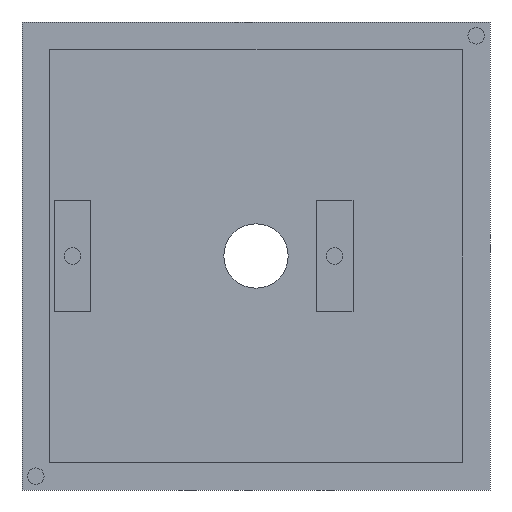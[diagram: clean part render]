
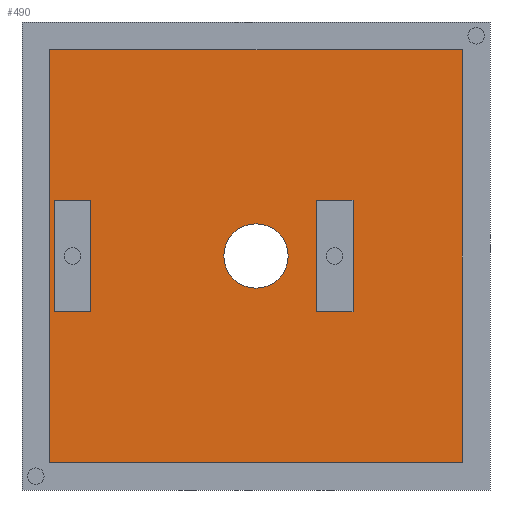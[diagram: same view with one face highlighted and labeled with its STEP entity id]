
A CAD part, front view. The second image highlights one B-rep face of the part: STEP entity #490.
In plain terms, the highlighted planar face has unit normal (0, -1, 0).
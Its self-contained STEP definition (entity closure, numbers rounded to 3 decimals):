
#284 = VERTEX_POINT('',#285);
#285 = CARTESIAN_POINT('',(-22.45,13.275,47.9));
#293 = VERTEX_POINT('',#294);
#294 = CARTESIAN_POINT('',(22.45,13.275,47.9));
#300 = EDGE_CURVE('',#284,#293,#301,.T.);
#301 = LINE('',#302,#303);
#302 = CARTESIAN_POINT('',(-22.45,13.275,47.9));
#303 = VECTOR('',#304,1.);
#304 = DIRECTION('',(1.,0.,0.));
#317 = VERTEX_POINT('',#318);
#318 = CARTESIAN_POINT('',(-22.45,13.275,3.));
#324 = EDGE_CURVE('',#317,#284,#325,.T.);
#325 = LINE('',#326,#327);
#326 = CARTESIAN_POINT('',(-22.45,13.275,0.));
#327 = VECTOR('',#328,1.);
#328 = DIRECTION('',(0.,0.,1.));
#341 = VERTEX_POINT('',#342);
#342 = CARTESIAN_POINT('',(22.45,13.275,3.));
#348 = EDGE_CURVE('',#293,#341,#349,.T.);
#349 = LINE('',#350,#351);
#350 = CARTESIAN_POINT('',(22.45,13.275,50.9));
#351 = VECTOR('',#352,1.);
#352 = DIRECTION('',(0.,0.,-1.));
#364 = EDGE_CURVE('',#341,#317,#365,.T.);
#365 = LINE('',#366,#367);
#366 = CARTESIAN_POINT('',(22.45,13.275,3.));
#367 = VECTOR('',#368,1.);
#368 = DIRECTION('',(-1.,0.,0.));
#490 = ADVANCED_FACE('',(#491,#497,#531,#542),#576,.F.);
#491 = FACE_BOUND('',#492,.F.);
#492 = EDGE_LOOP('',(#493,#494,#495,#496));
#493 = ORIENTED_EDGE('',*,*,#348,.T.);
#494 = ORIENTED_EDGE('',*,*,#364,.T.);
#495 = ORIENTED_EDGE('',*,*,#324,.T.);
#496 = ORIENTED_EDGE('',*,*,#300,.T.);
#497 = FACE_BOUND('',#498,.F.);
#498 = EDGE_LOOP('',(#499,#509,#517,#525));
#499 = ORIENTED_EDGE('',*,*,#500,.T.);
#500 = EDGE_CURVE('',#501,#503,#505,.T.);
#501 = VERTEX_POINT('',#502);
#502 = CARTESIAN_POINT('',(-21.95,13.275,19.4));
#503 = VERTEX_POINT('',#504);
#504 = CARTESIAN_POINT('',(-17.95,13.275,19.4));
#505 = LINE('',#506,#507);
#506 = CARTESIAN_POINT('',(-21.95,13.275,19.4));
#507 = VECTOR('',#508,1.);
#508 = DIRECTION('',(1.,0.,0.));
#509 = ORIENTED_EDGE('',*,*,#510,.T.);
#510 = EDGE_CURVE('',#503,#511,#513,.T.);
#511 = VERTEX_POINT('',#512);
#512 = CARTESIAN_POINT('',(-17.95,13.275,31.5));
#513 = LINE('',#514,#515);
#514 = CARTESIAN_POINT('',(-17.95,13.275,19.4));
#515 = VECTOR('',#516,1.);
#516 = DIRECTION('',(0.,0.,1.));
#517 = ORIENTED_EDGE('',*,*,#518,.T.);
#518 = EDGE_CURVE('',#511,#519,#521,.T.);
#519 = VERTEX_POINT('',#520);
#520 = CARTESIAN_POINT('',(-21.95,13.275,31.5));
#521 = LINE('',#522,#523);
#522 = CARTESIAN_POINT('',(-17.95,13.275,31.5));
#523 = VECTOR('',#524,1.);
#524 = DIRECTION('',(-1.,0.,0.));
#525 = ORIENTED_EDGE('',*,*,#526,.T.);
#526 = EDGE_CURVE('',#519,#501,#527,.T.);
#527 = LINE('',#528,#529);
#528 = CARTESIAN_POINT('',(-21.95,13.275,31.5));
#529 = VECTOR('',#530,1.);
#530 = DIRECTION('',(0.,0.,-1.));
#531 = FACE_BOUND('',#532,.F.);
#532 = EDGE_LOOP('',(#533));
#533 = ORIENTED_EDGE('',*,*,#534,.T.);
#534 = EDGE_CURVE('',#535,#535,#537,.T.);
#535 = VERTEX_POINT('',#536);
#536 = CARTESIAN_POINT('',(3.5,13.275,25.45));
#537 = CIRCLE('',#538,3.5);
#538 = AXIS2_PLACEMENT_3D('',#539,#540,#541);
#539 = CARTESIAN_POINT('',(0.,13.275,25.45));
#540 = DIRECTION('',(0.,-1.,0.));
#541 = DIRECTION('',(1.,0.,0.));
#542 = FACE_BOUND('',#543,.F.);
#543 = EDGE_LOOP('',(#544,#554,#562,#570));
#544 = ORIENTED_EDGE('',*,*,#545,.T.);
#545 = EDGE_CURVE('',#546,#548,#550,.T.);
#546 = VERTEX_POINT('',#547);
#547 = CARTESIAN_POINT('',(6.55,13.275,31.5));
#548 = VERTEX_POINT('',#549);
#549 = CARTESIAN_POINT('',(6.55,13.275,19.4));
#550 = LINE('',#551,#552);
#551 = CARTESIAN_POINT('',(6.55,13.275,31.5));
#552 = VECTOR('',#553,1.);
#553 = DIRECTION('',(0.,0.,-1.));
#554 = ORIENTED_EDGE('',*,*,#555,.T.);
#555 = EDGE_CURVE('',#548,#556,#558,.T.);
#556 = VERTEX_POINT('',#557);
#557 = CARTESIAN_POINT('',(10.55,13.275,19.4));
#558 = LINE('',#559,#560);
#559 = CARTESIAN_POINT('',(6.55,13.275,19.4));
#560 = VECTOR('',#561,1.);
#561 = DIRECTION('',(1.,0.,0.));
#562 = ORIENTED_EDGE('',*,*,#563,.T.);
#563 = EDGE_CURVE('',#556,#564,#566,.T.);
#564 = VERTEX_POINT('',#565);
#565 = CARTESIAN_POINT('',(10.55,13.275,31.5));
#566 = LINE('',#567,#568);
#567 = CARTESIAN_POINT('',(10.55,13.275,19.4));
#568 = VECTOR('',#569,1.);
#569 = DIRECTION('',(0.,0.,1.));
#570 = ORIENTED_EDGE('',*,*,#571,.T.);
#571 = EDGE_CURVE('',#564,#546,#572,.T.);
#572 = LINE('',#573,#574);
#573 = CARTESIAN_POINT('',(10.55,13.275,31.5));
#574 = VECTOR('',#575,1.);
#575 = DIRECTION('',(-1.,0.,0.));
#576 = PLANE('',#577);
#577 = AXIS2_PLACEMENT_3D('',#578,#579,#580);
#578 = CARTESIAN_POINT('',(0.,13.275,25.45));
#579 = DIRECTION('',(0.,1.,0.));
#580 = DIRECTION('',(0.,0.,1.));
